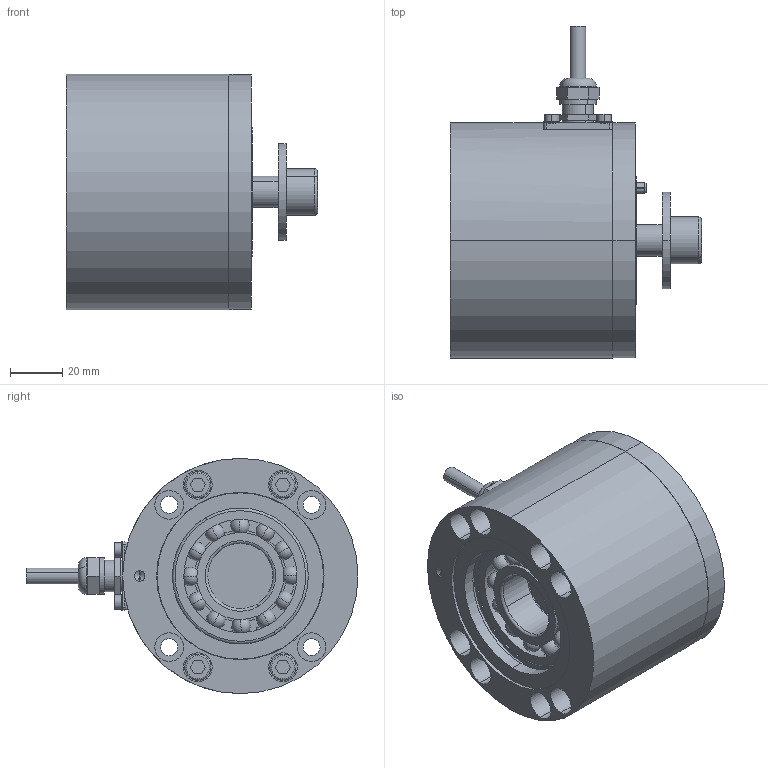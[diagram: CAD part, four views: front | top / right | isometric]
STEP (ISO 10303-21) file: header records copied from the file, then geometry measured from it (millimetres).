
FILE_DESCRIPTION (( 'STEP AP203' ), '1' );
FILE_NAME ('31104617_-.step', '2022-03-07T13:41:01', ( '' ), ( '' ), 'SwSTEP 2.0', 'SolidWorks 2018', '' );
FILE_SCHEMA (( 'CONFIG_CONTROL_DESIGN' ));
Length unit declared in the file: millimetre
Products named in the file (16): 31104617_-; Spannstift_ISO13337_D04x10; Sch DIN9021_M12; 51283_01; 31104488_01; 31104484_Stp_01; Zyl-Schr DIN912_M12x25; 31101749_01; Zyl-Schr DIN912_M3x6; Steuerkabel_6x20; PKL_1205_01; Si-Ring DIN472_D52x2; 31104486_stp_nach_Vergueten; Federringe_DIN127A_M03; 31104506_01; Zyl-Schr DIN912_M6x30
Assembly tree (24 placements, depth 3):
  31104617_-
    31104484_Stp_01
      31104486_stp_nach_Vergueten
      31104488_01
      Federringe_DIN127A_M03  x4
      Zyl-Schr DIN912_M3x6  x4
      Zyl-Schr DIN912_M6x30  x4
      Si-Ring DIN472_D52x2
      PKL_1205_01
    31104506_01
    Spannstift_ISO13337_D04x10
    Zyl-Schr DIN912_M12x25
    Sch DIN9021_M12
    51283_01
    31101749_01
    Steuerkabel_6x20
Bounding box: 96.05 x 127 x 90 mm (x, y, z)
Volume: 310171.1 mm3; surface area: 122940.7 mm2
Topology: 48 solids, 48 shells, 577 faces, 1373 edges, 879 vertices
Faces by surface type: cylinder 230, plane 201, cone 50, sphere 50, torus 46
Entity records: 14882 total; most frequent: DIRECTION 2487, CARTESIAN_POINT 2298, ORIENTED_EDGE 1986, AXIS2_PLACEMENT_3D 1035, EDGE_CURVE 993, VERTEX_POINT 659, CIRCLE 556, EDGE_LOOP 550
